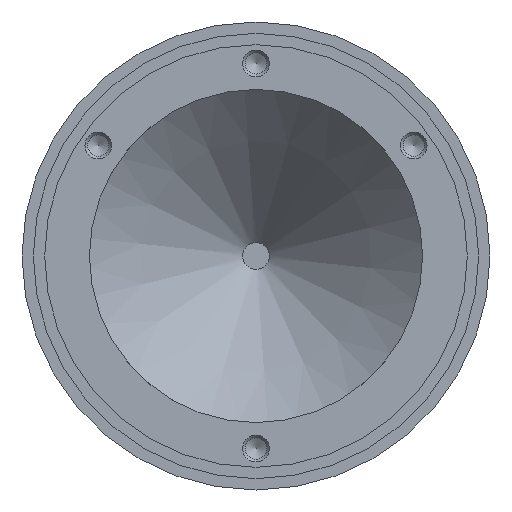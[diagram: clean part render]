
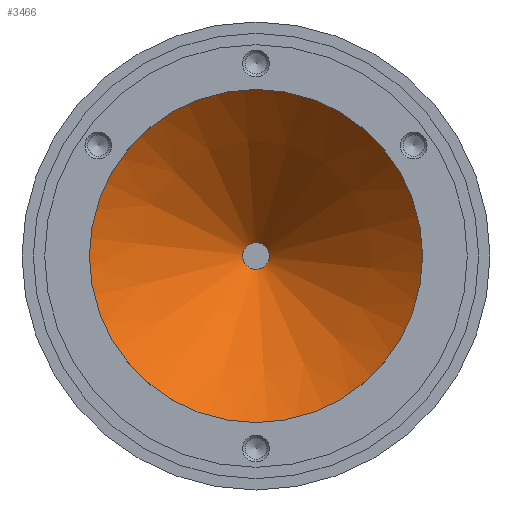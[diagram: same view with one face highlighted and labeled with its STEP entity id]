
A CAD part, left-side view. The second image highlights one B-rep face of the part: STEP entity #3466.
In plain terms, the highlighted conical face has half-angle 45 degrees and reference radius 6.75 mm.
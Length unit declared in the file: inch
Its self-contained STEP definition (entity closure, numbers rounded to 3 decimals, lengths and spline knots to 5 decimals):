
#116=CONICAL_SURFACE('',#4072,0.26575,0.785);
#367=FACE_OUTER_BOUND('',#615,.T.);
#615=EDGE_LOOP('',(#3124,#3125,#3126,#3127,#3128,#3129));
#780=LINE('',#6350,#937);
#937=VECTOR('',#5225,0.26575);
#1259=CIRCLE('',#4070,0.03937);
#1260=CIRCLE('',#4071,0.03937);
#1261=CIRCLE('',#4073,0.49213);
#1262=CIRCLE('',#4074,0.49213);
#1671=VERTEX_POINT('',#6343);
#1672=VERTEX_POINT('',#6345);
#1673=VERTEX_POINT('',#6349);
#1674=VERTEX_POINT('',#6351);
#2163=EDGE_CURVE('',#1672,#1671,#1259,.T.);
#2164=EDGE_CURVE('',#1671,#1672,#1260,.T.);
#2165=EDGE_CURVE('',#1671,#1673,#780,.T.);
#2166=EDGE_CURVE('',#1674,#1673,#1261,.T.);
#2167=EDGE_CURVE('',#1673,#1674,#1262,.T.);
#3124=ORIENTED_EDGE('',*,*,#2163,.T.);
#3125=ORIENTED_EDGE('',*,*,#2165,.T.);
#3126=ORIENTED_EDGE('',*,*,#2166,.F.);
#3127=ORIENTED_EDGE('',*,*,#2167,.F.);
#3128=ORIENTED_EDGE('',*,*,#2165,.F.);
#3129=ORIENTED_EDGE('',*,*,#2164,.T.);
#3466=ADVANCED_FACE('',(#367),#116,.F.);
#4070=AXIS2_PLACEMENT_3D('',#6346,#5219,#5220);
#4071=AXIS2_PLACEMENT_3D('',#6347,#5221,#5222);
#4072=AXIS2_PLACEMENT_3D('',#6348,#5223,#5224);
#4073=AXIS2_PLACEMENT_3D('',#6352,#5226,#5227);
#4074=AXIS2_PLACEMENT_3D('',#6353,#5228,#5229);
#5219=DIRECTION('center_axis',(1.,0.,0.));
#5220=DIRECTION('ref_axis',(0.,1.,0.));
#5221=DIRECTION('center_axis',(1.,0.,0.));
#5222=DIRECTION('ref_axis',(0.,1.,0.));
#5223=DIRECTION('center_axis',(-1.,0.,0.));
#5224=DIRECTION('ref_axis',(0.,1.,0.));
#5225=DIRECTION('',(-0.707,-0.707,0.));
#5226=DIRECTION('center_axis',(1.,0.,0.));
#5227=DIRECTION('ref_axis',(0.,1.,0.));
#5228=DIRECTION('center_axis',(1.,0.,0.));
#5229=DIRECTION('ref_axis',(0.,1.,0.));
#6343=CARTESIAN_POINT('',(0.47081,0.3185,0.));
#6345=CARTESIAN_POINT('',(0.47081,0.39724,0.));
#6346=CARTESIAN_POINT('Origin',(0.47081,0.35787,0.));
#6347=CARTESIAN_POINT('Origin',(0.47081,0.35787,0.));
#6348=CARTESIAN_POINT('Origin',(0.24443,0.35787,0.));
#6349=CARTESIAN_POINT('',(0.01805,-0.13426,0.));
#6350=CARTESIAN_POINT('',(0.24443,0.09212,0.));
#6351=CARTESIAN_POINT('',(0.01805,0.84999,0.));
#6352=CARTESIAN_POINT('Origin',(0.01805,0.35787,0.));
#6353=CARTESIAN_POINT('Origin',(0.01805,0.35787,0.));
